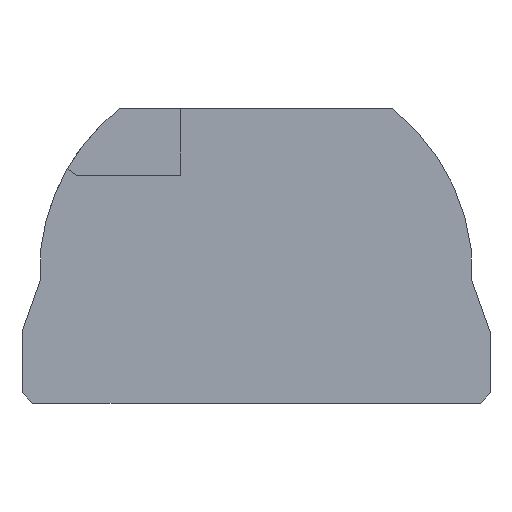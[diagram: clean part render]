
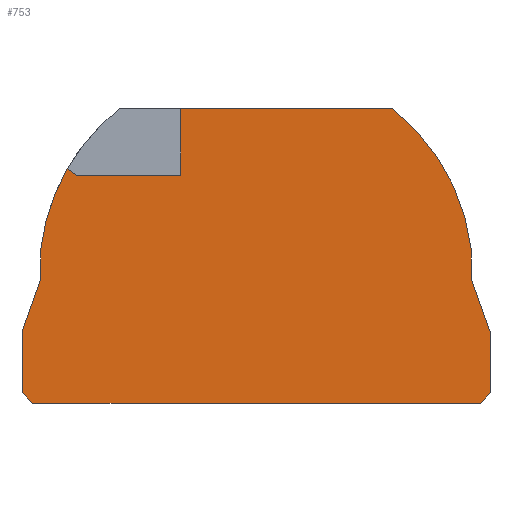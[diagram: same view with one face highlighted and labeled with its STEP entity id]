
A CAD part, front view. The second image highlights one B-rep face of the part: STEP entity #753.
In plain terms, the highlighted planar face has unit normal (0, -1, 0).
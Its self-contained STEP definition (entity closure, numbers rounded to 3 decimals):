
#230=CARTESIAN_POINT('',(-4.045,0.0,12.132));
#231=VERTEX_POINT('',#230);
#232=CARTESIAN_POINT('',(-9.575,0.0,12.132));
#233=VERTEX_POINT('',#232);
#234=CARTESIAN_POINT('',(-4.045,0.,12.132));
#235=DIRECTION('',(-1.0,0.0,0.0));
#236=VECTOR('',#235,5.53);
#237=LINE('',#234,#236);
#238=EDGE_CURVE('',#231,#233,#237,.T.);
#270=CARTESIAN_POINT('',(-10.064,0.0,12.482));
#271=VERTEX_POINT('',#270);
#272=CARTESIAN_POINT('',(-9.575,0.,12.132));
#273=DIRECTION('',(-0.814,0.,0.581));
#274=VECTOR('',#273,0.601);
#275=LINE('',#272,#274);
#276=EDGE_CURVE('',#233,#271,#275,.T.);
#301=CARTESIAN_POINT('',(-4.045,0.0,15.677));
#302=VERTEX_POINT('',#301);
#303=CARTESIAN_POINT('',(-4.045,0.,15.677));
#304=DIRECTION('',(0.0,0.0,-1.0));
#305=VECTOR('',#304,3.544);
#306=LINE('',#303,#305);
#307=EDGE_CURVE('',#302,#231,#306,.T.);
#377=CARTESIAN_POINT('',(-11.489,0.0,8.162));
#378=VERTEX_POINT('',#377);
#385=CARTESIAN_POINT('',(-0.382,0.0,6.893));
#386=DIRECTION('',(0.,1.0,0.));
#387=DIRECTION('',(-0.873,0.,0.487));
#388=AXIS2_PLACEMENT_3D('',#385,#386,#387);
#389=CIRCLE('',#388,11.179);
#390=EDGE_CURVE('',#378,#271,#389,.T.);
#400=CARTESIAN_POINT('',(11.903,0.0,0.0));
#401=VERTEX_POINT('',#400);
#402=CARTESIAN_POINT('',(-11.903,0.0,0.0));
#403=VERTEX_POINT('',#402);
#404=CARTESIAN_POINT('',(11.903,0.,0.0));
#405=DIRECTION('',(-1.0,0.0,0.0));
#406=VECTOR('',#405,23.807);
#407=LINE('',#404,#406);
#408=EDGE_CURVE('',#401,#403,#407,.T.);
#440=CARTESIAN_POINT('',(-12.481,0.0,0.577));
#441=VERTEX_POINT('',#440);
#442=CARTESIAN_POINT('',(-11.903,0.,0.));
#443=DIRECTION('',(-0.707,0.,0.707));
#444=VECTOR('',#443,0.817);
#445=LINE('',#442,#444);
#446=EDGE_CURVE('',#403,#441,#445,.T.);
#471=CARTESIAN_POINT('',(-12.481,0.0,3.838));
#472=VERTEX_POINT('',#471);
#473=CARTESIAN_POINT('',(-12.481,0.,0.577));
#474=DIRECTION('',(0.0,0.0,1.0));
#475=VECTOR('',#474,3.26);
#476=LINE('',#473,#475);
#477=EDGE_CURVE('',#441,#472,#476,.T.);
#502=CARTESIAN_POINT('',(-11.489,0.0,6.604));
#503=VERTEX_POINT('',#502);
#504=CARTESIAN_POINT('',(-12.481,0.,3.838));
#505=DIRECTION('',(0.338,0.,0.941));
#506=VECTOR('',#505,2.938);
#507=LINE('',#504,#506);
#508=EDGE_CURVE('',#472,#503,#507,.T.);
#533=CARTESIAN_POINT('',(-11.489,0.,6.604));
#534=DIRECTION('',(0.0,0.0,1.0));
#535=VECTOR('',#534,1.559);
#536=LINE('',#533,#535);
#537=EDGE_CURVE('',#503,#378,#536,.T.);
#556=CARTESIAN_POINT('',(7.216,0.0,15.677));
#557=VERTEX_POINT('',#556);
#558=CARTESIAN_POINT('',(-4.045,0.,15.677));
#559=DIRECTION('',(1.0,0.0,0.0));
#560=VECTOR('',#559,11.26);
#561=LINE('',#558,#560);
#562=EDGE_CURVE('',#302,#557,#561,.T.);
#588=CARTESIAN_POINT('',(11.407,0.0,8.162));
#589=VERTEX_POINT('',#588);
#590=CARTESIAN_POINT('',(0.301,0.0,6.893));
#591=DIRECTION('',(0.,1.0,0.));
#592=DIRECTION('',(0.873,0.,0.487));
#593=AXIS2_PLACEMENT_3D('',#590,#591,#592);
#594=CIRCLE('',#593,11.179);
#595=EDGE_CURVE('',#557,#589,#594,.T.);
#621=CARTESIAN_POINT('',(11.407,0.0,6.604));
#622=VERTEX_POINT('',#621);
#623=CARTESIAN_POINT('',(11.407,0.,8.162));
#624=DIRECTION('',(0.0,0.0,-1.0));
#625=VECTOR('',#624,1.559);
#626=LINE('',#623,#625);
#627=EDGE_CURVE('',#589,#622,#626,.T.);
#652=CARTESIAN_POINT('',(12.4,0.0,3.838));
#653=VERTEX_POINT('',#652);
#654=CARTESIAN_POINT('',(11.407,0.,6.604));
#655=DIRECTION('',(0.338,0.,-0.941));
#656=VECTOR('',#655,2.938);
#657=LINE('',#654,#656);
#658=EDGE_CURVE('',#622,#653,#657,.T.);
#683=CARTESIAN_POINT('',(12.4,0.0,0.577));
#684=VERTEX_POINT('',#683);
#685=CARTESIAN_POINT('',(12.4,0.,3.838));
#686=DIRECTION('',(0.0,0.0,-1.0));
#687=VECTOR('',#686,3.26);
#688=LINE('',#685,#687);
#689=EDGE_CURVE('',#653,#684,#688,.T.);
#714=CARTESIAN_POINT('',(12.4,0.,0.577));
#715=DIRECTION('',(-0.652,0.,-0.758));
#716=VECTOR('',#715,0.761);
#717=LINE('',#714,#716);
#718=EDGE_CURVE('',#684,#401,#717,.T.);
#731=CARTESIAN_POINT('',(-0.036,0.0,6.993));
#732=DIRECTION('',(0.0,-1.0,0.0));
#733=DIRECTION('',(1.0,0.0,0.0));
#734=AXIS2_PLACEMENT_3D('',#731,#732,#733);
#735=PLANE('',#734);
#736=ORIENTED_EDGE('',*,*,#276,.T.);
#737=ORIENTED_EDGE('',*,*,#390,.F.);
#738=ORIENTED_EDGE('',*,*,#537,.F.);
#739=ORIENTED_EDGE('',*,*,#508,.F.);
#740=ORIENTED_EDGE('',*,*,#477,.F.);
#741=ORIENTED_EDGE('',*,*,#446,.F.);
#742=ORIENTED_EDGE('',*,*,#408,.F.);
#743=ORIENTED_EDGE('',*,*,#718,.F.);
#744=ORIENTED_EDGE('',*,*,#689,.F.);
#745=ORIENTED_EDGE('',*,*,#658,.F.);
#746=ORIENTED_EDGE('',*,*,#627,.F.);
#747=ORIENTED_EDGE('',*,*,#595,.F.);
#748=ORIENTED_EDGE('',*,*,#562,.F.);
#749=ORIENTED_EDGE('',*,*,#307,.T.);
#750=ORIENTED_EDGE('',*,*,#238,.T.);
#751=EDGE_LOOP('',(#736,#737,#738,#739,#740,#741,#742,#743,#744,#745,#746,#747,#748,#749,#750));
#752=FACE_OUTER_BOUND('',#751,.T.);
#753=ADVANCED_FACE('',(#752),#735,.T.);
